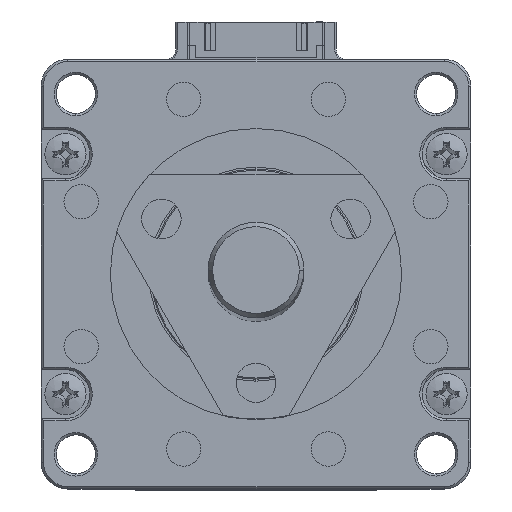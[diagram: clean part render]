
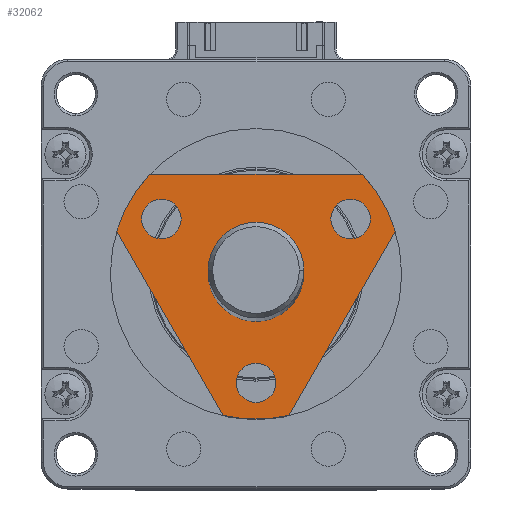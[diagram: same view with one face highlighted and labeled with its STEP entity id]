
A CAD part, top view. The second image highlights one B-rep face of the part: STEP entity #32062.
In plain terms, the highlighted planar face has unit normal (0, 0, 1).
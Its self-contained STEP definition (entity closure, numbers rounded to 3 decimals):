
#249 = CARTESIAN_POINT ( 'NONE',  ( -18.221, 5.559, 40.4 ) ) ;
#466 = CARTESIAN_POINT ( 'NONE',  ( 2.58, -14.29, 40.4 ) ) ;
#1215 = EDGE_CURVE ( 'NONE', #23093, #13797, #21893, .T. ) ;
#1674 = CIRCLE ( 'NONE', #27700, 19.05 ) ;
#1786 = CARTESIAN_POINT ( 'NONE',  ( 0., 0., 40.4 ) ) ;
#2266 = DIRECTION ( 'NONE',  ( 0., 0., 1. ) ) ;
#2308 = CARTESIAN_POINT ( 'NONE',  ( 0., 13., 40.4 ) ) ;
#2871 = CARTESIAN_POINT ( 'NONE',  ( 0., -14.29, 40.4 ) ) ;
#3351 = CIRCLE ( 'NONE', #42745, 19.05 ) ;
#3880 = CARTESIAN_POINT ( 'NONE',  ( 0., 0., 40.4 ) ) ;
#4066 = EDGE_CURVE ( 'NONE', #11097, #45414, #26729, .T. ) ;
#4168 = CIRCLE ( 'NONE', #37305, 2.58 ) ;
#4272 = CARTESIAN_POINT ( 'NONE',  ( 12.376, 7.145, 40.4 ) ) ;
#4674 = VECTOR ( 'NONE', #39869, 1000. ) ;
#4905 = CARTESIAN_POINT ( 'NONE',  ( 18.221, 5.559, 40.4 ) ) ;
#5127 = FACE_BOUND ( 'NONE', #26994, .T. ) ;
#5666 = EDGE_CURVE ( 'NONE', #25754, #12907, #8422, .T. ) ;
#6214 = FACE_BOUND ( 'NONE', #27945, .T. ) ;
#6878 = DIRECTION ( 'NONE',  ( -1., 0., 0. ) ) ;
#6932 = CARTESIAN_POINT ( 'NONE',  ( -6.25, 0., 40.4 ) ) ;
#7158 = DIRECTION ( 'NONE',  ( -0.5, 0.866, 0. ) ) ;
#7601 = EDGE_CURVE ( 'NONE', #13797, #23093, #37486, .T. ) ;
#8362 = DIRECTION ( 'NONE',  ( 1., 0., 0. ) ) ;
#8410 = CARTESIAN_POINT ( 'NONE',  ( -4.296, -18.559, 40.4 ) ) ;
#8422 = CIRCLE ( 'NONE', #18536, 6.25 ) ;
#9761 = DIRECTION ( 'NONE',  ( 0., 0., -1. ) ) ;
#9941 = EDGE_LOOP ( 'NONE', ( #25231, #16679, #14879, #45610, #33088, #17119 ) ) ;
#10215 = CARTESIAN_POINT ( 'NONE',  ( -12.376, 7.145, 40.4 ) ) ;
#10571 = LINE ( 'NONE', #2308, #20503 ) ;
#11023 = VECTOR ( 'NONE', #7158, 1000. ) ;
#11097 = VERTEX_POINT ( 'NONE', #21973 ) ;
#11744 = FACE_BOUND ( 'NONE', #38835, .T. ) ;
#12271 = FACE_OUTER_BOUND ( 'NONE', #9941, .T. ) ;
#12701 = ORIENTED_EDGE ( 'NONE', *, *, #27545, .F. ) ;
#12907 = VERTEX_POINT ( 'NONE', #6932 ) ;
#13382 = CARTESIAN_POINT ( 'NONE',  ( -2.58, -14.29, 40.4 ) ) ;
#13797 = VERTEX_POINT ( 'NONE', #28751 ) ;
#13906 = DIRECTION ( 'NONE',  ( 0., 0., 1. ) ) ;
#14161 = EDGE_CURVE ( 'NONE', #17841, #27673, #10571, .T. ) ;
#14879 = ORIENTED_EDGE ( 'NONE', *, *, #40011, .F. ) ;
#14948 = PLANE ( 'NONE',  #32579 ) ;
#15266 = CIRCLE ( 'NONE', #20324, 2.58 ) ;
#15289 = DIRECTION ( 'NONE',  ( 0., 0., -1. ) ) ;
#16679 = ORIENTED_EDGE ( 'NONE', *, *, #14161, .F. ) ;
#16908 = EDGE_CURVE ( 'NONE', #23355, #32623, #19258, .T. ) ;
#17119 = ORIENTED_EDGE ( 'NONE', *, *, #4066, .F. ) ;
#17133 = DIRECTION ( 'NONE',  ( -1., 0., 0. ) ) ;
#17779 = CARTESIAN_POINT ( 'NONE',  ( 0., -14.29, 40.4 ) ) ;
#17841 = VERTEX_POINT ( 'NONE', #43989 ) ;
#18117 = CARTESIAN_POINT ( 'NONE',  ( -12.376, 7.145, 40.4 ) ) ;
#18430 = DIRECTION ( 'NONE',  ( 0., 0., 1. ) ) ;
#18536 = AXIS2_PLACEMENT_3D ( 'NONE', #44312, #2266, #19795 ) ;
#19258 = LINE ( 'NONE', #42289, #11023 ) ;
#19624 = AXIS2_PLACEMENT_3D ( 'NONE', #44431, #9761, #19923 ) ;
#19716 = DIRECTION ( 'NONE',  ( -1., 0., 0. ) ) ;
#19795 = DIRECTION ( 'NONE',  ( 1., 0., 0. ) ) ;
#19923 = DIRECTION ( 'NONE',  ( 1., 0., 0. ) ) ;
#20324 = AXIS2_PLACEMENT_3D ( 'NONE', #2871, #37684, #44774 ) ;
#20503 = VECTOR ( 'NONE', #26501, 1000. ) ;
#20550 = CIRCLE ( 'NONE', #19624, 19.05 ) ;
#21121 = FACE_BOUND ( 'NONE', #24330, .T. ) ;
#21438 = DIRECTION ( 'NONE',  ( 0., 0., 1. ) ) ;
#21521 = CARTESIAN_POINT ( 'NONE',  ( -9.796, 7.145, 40.4 ) ) ;
#21893 = CIRCLE ( 'NONE', #44107, 2.58 ) ;
#21973 = CARTESIAN_POINT ( 'NONE',  ( 18.221, 5.559, 40.4 ) ) ;
#22585 = CIRCLE ( 'NONE', #33601, 2.58 ) ;
#23093 = VERTEX_POINT ( 'NONE', #21521 ) ;
#23355 = VERTEX_POINT ( 'NONE', #8410 ) ;
#23767 = CARTESIAN_POINT ( 'NONE',  ( 14.956, 7.145, 40.4 ) ) ;
#24102 = EDGE_CURVE ( 'NONE', #35755, #37033, #31494, .T. ) ;
#24125 = CARTESIAN_POINT ( 'NONE',  ( 6.25, 0., 40.4 ) ) ;
#24330 = EDGE_LOOP ( 'NONE', ( #29896, #33441 ) ) ;
#24670 = AXIS2_PLACEMENT_3D ( 'NONE', #44227, #30352, #19716 ) ;
#24833 = VERTEX_POINT ( 'NONE', #466 ) ;
#25231 = ORIENTED_EDGE ( 'NONE', *, *, #40704, .F. ) ;
#25754 = VERTEX_POINT ( 'NONE', #24125 ) ;
#26431 = DIRECTION ( 'NONE',  ( 0., 0., -1. ) ) ;
#26501 = DIRECTION ( 'NONE',  ( 1., 0., 0. ) ) ;
#26729 = LINE ( 'NONE', #4905, #4674 ) ;
#26994 = EDGE_LOOP ( 'NONE', ( #32199, #45572 ) ) ;
#27545 = EDGE_CURVE ( 'NONE', #24833, #44289, #15266, .T. ) ;
#27654 = AXIS2_PLACEMENT_3D ( 'NONE', #3880, #21438, #28542 ) ;
#27673 = VERTEX_POINT ( 'NONE', #31215 ) ;
#27700 = AXIS2_PLACEMENT_3D ( 'NONE', #29303, #15289, #8362 ) ;
#27945 = EDGE_LOOP ( 'NONE', ( #43104, #12701 ) ) ;
#28542 = DIRECTION ( 'NONE',  ( 1., 0., 0. ) ) ;
#28751 = CARTESIAN_POINT ( 'NONE',  ( -14.956, 7.145, 40.4 ) ) ;
#29303 = CARTESIAN_POINT ( 'NONE',  ( 0., 0., 40.4 ) ) ;
#29466 = CARTESIAN_POINT ( 'NONE',  ( 4.296, -18.559, 40.4 ) ) ;
#29896 = ORIENTED_EDGE ( 'NONE', *, *, #5666, .F. ) ;
#30352 = DIRECTION ( 'NONE',  ( 0., 0., 1. ) ) ;
#31215 = CARTESIAN_POINT ( 'NONE',  ( 13.925, 13., 40.4 ) ) ;
#31494 = CIRCLE ( 'NONE', #24670, 2.58 ) ;
#31507 = DIRECTION ( 'NONE',  ( 0., 0., 1. ) ) ;
#32062 = ADVANCED_FACE ( 'NONE', ( #21121, #5127, #11744, #6214, #12271 ), #14948, .F. ) ;
#32199 = ORIENTED_EDGE ( 'NONE', *, *, #7601, .F. ) ;
#32579 = AXIS2_PLACEMENT_3D ( 'NONE', #42987, #35881, #39588 ) ;
#32623 = VERTEX_POINT ( 'NONE', #249 ) ;
#33088 = ORIENTED_EDGE ( 'NONE', *, *, #38456, .F. ) ;
#33441 = ORIENTED_EDGE ( 'NONE', *, *, #35082, .F. ) ;
#33601 = AXIS2_PLACEMENT_3D ( 'NONE', #4272, #18430, #39831 ) ;
#35082 = EDGE_CURVE ( 'NONE', #12907, #25754, #38984, .T. ) ;
#35755 = VERTEX_POINT ( 'NONE', #36707 ) ;
#35881 = DIRECTION ( 'NONE',  ( 0., 0., -1. ) ) ;
#36364 = EDGE_CURVE ( 'NONE', #44289, #24833, #4168, .T. ) ;
#36707 = CARTESIAN_POINT ( 'NONE',  ( 9.796, 7.145, 40.4 ) ) ;
#37033 = VERTEX_POINT ( 'NONE', #23767 ) ;
#37305 = AXIS2_PLACEMENT_3D ( 'NONE', #17779, #31507, #6878 ) ;
#37337 = DIRECTION ( 'NONE',  ( 1., 0., 0. ) ) ;
#37486 = CIRCLE ( 'NONE', #39862, 2.58 ) ;
#37684 = DIRECTION ( 'NONE',  ( 0., 0., 1. ) ) ;
#38456 = EDGE_CURVE ( 'NONE', #45414, #23355, #20550, .T. ) ;
#38835 = EDGE_LOOP ( 'NONE', ( #44094, #39798 ) ) ;
#38984 = CIRCLE ( 'NONE', #27654, 6.25 ) ;
#39588 = DIRECTION ( 'NONE',  ( -1., 0., 0. ) ) ;
#39798 = ORIENTED_EDGE ( 'NONE', *, *, #42050, .F. ) ;
#39831 = DIRECTION ( 'NONE',  ( -1., 0., 0. ) ) ;
#39862 = AXIS2_PLACEMENT_3D ( 'NONE', #10215, #13906, #17133 ) ;
#39869 = DIRECTION ( 'NONE',  ( -0.5, -0.866, 0. ) ) ;
#40011 = EDGE_CURVE ( 'NONE', #32623, #17841, #3351, .T. ) ;
#40704 = EDGE_CURVE ( 'NONE', #27673, #11097, #1674, .T. ) ;
#42050 = EDGE_CURVE ( 'NONE', #37033, #35755, #22585, .T. ) ;
#42186 = DIRECTION ( 'NONE',  ( 0., 0., 1. ) ) ;
#42289 = CARTESIAN_POINT ( 'NONE',  ( -4.296, -18.559, 40.4 ) ) ;
#42487 = DIRECTION ( 'NONE',  ( -1., 0., 0. ) ) ;
#42745 = AXIS2_PLACEMENT_3D ( 'NONE', #1786, #26431, #37337 ) ;
#42987 = CARTESIAN_POINT ( 'NONE',  ( 0., 0., 40.4 ) ) ;
#43104 = ORIENTED_EDGE ( 'NONE', *, *, #36364, .F. ) ;
#43989 = CARTESIAN_POINT ( 'NONE',  ( -13.925, 13., 40.4 ) ) ;
#44094 = ORIENTED_EDGE ( 'NONE', *, *, #24102, .F. ) ;
#44107 = AXIS2_PLACEMENT_3D ( 'NONE', #18117, #42186, #42487 ) ;
#44227 = CARTESIAN_POINT ( 'NONE',  ( 12.376, 7.145, 40.4 ) ) ;
#44289 = VERTEX_POINT ( 'NONE', #13382 ) ;
#44312 = CARTESIAN_POINT ( 'NONE',  ( 0., 0., 40.4 ) ) ;
#44431 = CARTESIAN_POINT ( 'NONE',  ( 0., 0., 40.4 ) ) ;
#44774 = DIRECTION ( 'NONE',  ( -1., 0., 0. ) ) ;
#45414 = VERTEX_POINT ( 'NONE', #29466 ) ;
#45572 = ORIENTED_EDGE ( 'NONE', *, *, #1215, .F. ) ;
#45610 = ORIENTED_EDGE ( 'NONE', *, *, #16908, .F. ) ;
